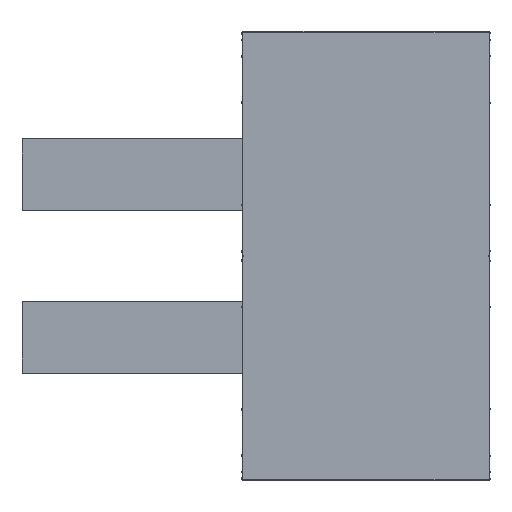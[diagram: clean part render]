
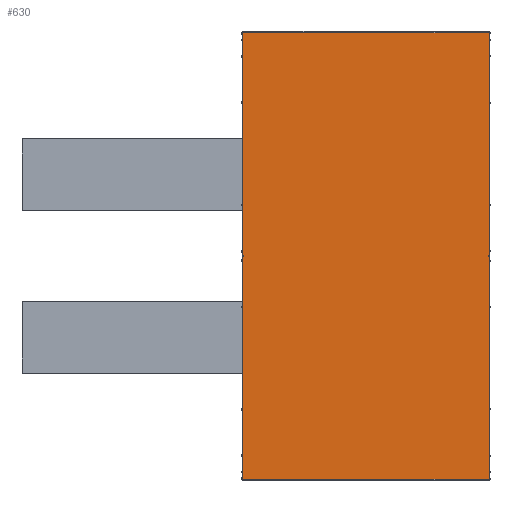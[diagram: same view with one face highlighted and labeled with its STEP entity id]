
A CAD part, front view. The second image highlights one B-rep face of the part: STEP entity #630.
In plain terms, the highlighted planar face has unit normal (0, -1, 0).
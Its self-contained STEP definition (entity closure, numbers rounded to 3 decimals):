
#535 = ORIENTED_EDGE ( 'NONE', *, *, #565, .T. ) ;
#550 = VERTEX_POINT ( 'NONE', #8431 ) ;
#558 = EDGE_CURVE ( 'NONE', #25977, #550, #8413, .T. ) ;
#565 = EDGE_CURVE ( 'NONE', #573, #993, #8465, .T. ) ;
#572 = EDGE_CURVE ( 'NONE', #26494, #573, #8449, .T. ) ;
#573 = VERTEX_POINT ( 'NONE', #8445 ) ;
#576 = ORIENTED_EDGE ( 'NONE', *, *, #572, .T. ) ;
#579 = ORIENTED_EDGE ( 'NONE', *, *, #26531, .F. ) ;
#585 = VERTEX_POINT ( 'NONE', #8482 ) ;
#590 = EDGE_CURVE ( 'NONE', #585, #26424, #8549, .T. ) ;
#591 = ORIENTED_EDGE ( 'NONE', *, *, #590, .T. ) ;
#594 = EDGE_CURVE ( 'NONE', #600, #585, #8540, .T. ) ;
#600 = VERTEX_POINT ( 'NONE', #8527 ) ;
#622 = EDGE_LOOP ( 'NONE', ( #624, #591, #579, #576, #535, #975, #951, #1018, #928, #642, #11423, #11427 ) ) ;
#624 = ORIENTED_EDGE ( 'NONE', *, *, #594, .T. ) ;
#630 = ADVANCED_FACE ( 'NONE', ( #8602 ), #8601, .F. ) ;
#642 = ORIENTED_EDGE ( 'NONE', *, *, #558, .F. ) ;
#928 = ORIENTED_EDGE ( 'NONE', *, *, #964, .T. ) ;
#937 = VERTEX_POINT ( 'NONE', #9114 ) ;
#938 = VERTEX_POINT ( 'NONE', #9113 ) ;
#951 = ORIENTED_EDGE ( 'NONE', *, *, #1031, .F. ) ;
#964 = EDGE_CURVE ( 'NONE', #937, #550, #9202, .T. ) ;
#972 = VERTEX_POINT ( 'NONE', #9188 ) ;
#975 = ORIENTED_EDGE ( 'NONE', *, *, #1050, .F. ) ;
#993 = VERTEX_POINT ( 'NONE', #9226 ) ;
#1018 = ORIENTED_EDGE ( 'NONE', *, *, #1021, .T. ) ;
#1021 = EDGE_CURVE ( 'NONE', #938, #937, #9295, .T. ) ;
#1031 = EDGE_CURVE ( 'NONE', #938, #972, #9273, .T. ) ;
#1050 = EDGE_CURVE ( 'NONE', #972, #993, #9311, .T. ) ;
#2187 = EDGE_CURVE ( 'NONE', #600, #25985, #11457, .T. ) ;
#8410 = DIRECTION ( 'NONE',  ( -1., 0., 0. ) ) ;
#8411 = VECTOR ( 'NONE', #8410, 1000. ) ;
#8412 = CARTESIAN_POINT ( 'NONE',  ( 1299.301, 0., -480.5 ) ) ;
#8413 = LINE ( 'NONE', #8412, #8411 ) ;
#8431 = CARTESIAN_POINT ( 'NONE',  ( -265., 0., -480.5 ) ) ;
#8445 = CARTESIAN_POINT ( 'NONE',  ( -265., 0., 480.5 ) ) ;
#8446 = DIRECTION ( 'NONE',  ( -1., 0., 0. ) ) ;
#8447 = VECTOR ( 'NONE', #8446, 1000. ) ;
#8448 = CARTESIAN_POINT ( 'NONE',  ( 1299.301, 0., 480.5 ) ) ;
#8449 = LINE ( 'NONE', #8448, #8447 ) ;
#8462 = DIRECTION ( 'NONE',  ( 0., 0., -1. ) ) ;
#8463 = VECTOR ( 'NONE', #8462, 1000. ) ;
#8464 = CARTESIAN_POINT ( 'NONE',  ( -265., 0., 480.5 ) ) ;
#8465 = LINE ( 'NONE', #8464, #8463 ) ;
#8482 = CARTESIAN_POINT ( 'NONE',  ( 263.5, 0., 1.5 ) ) ;
#8527 = CARTESIAN_POINT ( 'NONE',  ( 263.5, 0., -1.5 ) ) ;
#8537 = DIRECTION ( 'NONE',  ( 0., 0., 1. ) ) ;
#8538 = VECTOR ( 'NONE', #8537, 1000. ) ;
#8539 = CARTESIAN_POINT ( 'NONE',  ( 263.5, 0., 1.5 ) ) ;
#8540 = LINE ( 'NONE', #8539, #8538 ) ;
#8541 = DIRECTION ( 'NONE',  ( 1., 0., 0. ) ) ;
#8542 = VECTOR ( 'NONE', #8541, 1000. ) ;
#8543 = CARTESIAN_POINT ( 'NONE',  ( 237.821, 0., 1.5 ) ) ;
#8549 = LINE ( 'NONE', #8543, #8542 ) ;
#8596 = DIRECTION ( 'NONE',  ( 0., 0., 1. ) ) ;
#8597 = DIRECTION ( 'NONE',  ( 0., 1., 0. ) ) ;
#8598 = CARTESIAN_POINT ( 'NONE',  ( 1299.301, 0., 480.5 ) ) ;
#8599 = AXIS2_PLACEMENT_3D ( 'NONE', #8598, #8597, #8596 ) ;
#8601 = PLANE ( 'NONE',  #8599 ) ;
#8602 = FACE_OUTER_BOUND ( 'NONE', #622, .T. ) ;
#8743 = DIRECTION ( 'NONE',  ( 0., 0., 1. ) ) ;
#9113 = CARTESIAN_POINT ( 'NONE',  ( -263.5, 0., -1.5 ) ) ;
#9114 = CARTESIAN_POINT ( 'NONE',  ( -265., 0., -1.5 ) ) ;
#9188 = CARTESIAN_POINT ( 'NONE',  ( -263.5, 0., 1.5 ) ) ;
#9199 = DIRECTION ( 'NONE',  ( 0., 0., -1. ) ) ;
#9200 = VECTOR ( 'NONE', #9199, 1000. ) ;
#9201 = CARTESIAN_POINT ( 'NONE',  ( -265., 0., 480.5 ) ) ;
#9202 = LINE ( 'NONE', #9201, #9200 ) ;
#9226 = CARTESIAN_POINT ( 'NONE',  ( -265., 0., 1.5 ) ) ;
#9271 = VECTOR ( 'NONE', #8743, 1000. ) ;
#9272 = CARTESIAN_POINT ( 'NONE',  ( -263.5, 0., 1.5 ) ) ;
#9273 = LINE ( 'NONE', #9272, #9271 ) ;
#9292 = DIRECTION ( 'NONE',  ( -1., 0., 0. ) ) ;
#9293 = VECTOR ( 'NONE', #9292, 1000. ) ;
#9294 = CARTESIAN_POINT ( 'NONE',  ( -237.821, 0., -1.5 ) ) ;
#9295 = LINE ( 'NONE', #9294, #9293 ) ;
#9308 = DIRECTION ( 'NONE',  ( -1., 0., 0. ) ) ;
#9309 = VECTOR ( 'NONE', #9308, 1000. ) ;
#9310 = CARTESIAN_POINT ( 'NONE',  ( -237.821, 0., 1.5 ) ) ;
#9311 = LINE ( 'NONE', #9310, #9309 ) ;
#11423 = ORIENTED_EDGE ( 'NONE', *, *, #25980, .F. ) ;
#11427 = ORIENTED_EDGE ( 'NONE', *, *, #2187, .F. ) ;
#11454 = DIRECTION ( 'NONE',  ( 1., 0., 0. ) ) ;
#11455 = VECTOR ( 'NONE', #11454, 1000. ) ;
#11456 = CARTESIAN_POINT ( 'NONE',  ( 237.821, 0., -1.5 ) ) ;
#11457 = LINE ( 'NONE', #11456, #11455 ) ;
#24408 = DIRECTION ( 'NONE',  ( 0., 0., -1. ) ) ;
#24409 = VECTOR ( 'NONE', #24408, 1000. ) ;
#24410 = CARTESIAN_POINT ( 'NONE',  ( 265., 0., 480.5 ) ) ;
#24411 = LINE ( 'NONE', #24410, #24409 ) ;
#24412 = CARTESIAN_POINT ( 'NONE',  ( 265., 0., -480.5 ) ) ;
#24454 = CARTESIAN_POINT ( 'NONE',  ( 265., 0., -1.5 ) ) ;
#25179 = CARTESIAN_POINT ( 'NONE',  ( 265., 0., 1.5 ) ) ;
#25977 = VERTEX_POINT ( 'NONE', #24412 ) ;
#25980 = EDGE_CURVE ( 'NONE', #25985, #25977, #24411, .T. ) ;
#25985 = VERTEX_POINT ( 'NONE', #24454 ) ;
#26424 = VERTEX_POINT ( 'NONE', #25179 ) ;
#26494 = VERTEX_POINT ( 'NONE', #26979 ) ;
#26531 = EDGE_CURVE ( 'NONE', #26494, #26424, #27025, .T. ) ;
#26979 = CARTESIAN_POINT ( 'NONE',  ( 265., 0., 480.5 ) ) ;
#27022 = DIRECTION ( 'NONE',  ( 0., 0., -1. ) ) ;
#27023 = VECTOR ( 'NONE', #27022, 1000. ) ;
#27024 = CARTESIAN_POINT ( 'NONE',  ( 265., 0., 480.5 ) ) ;
#27025 = LINE ( 'NONE', #27024, #27023 ) ;
